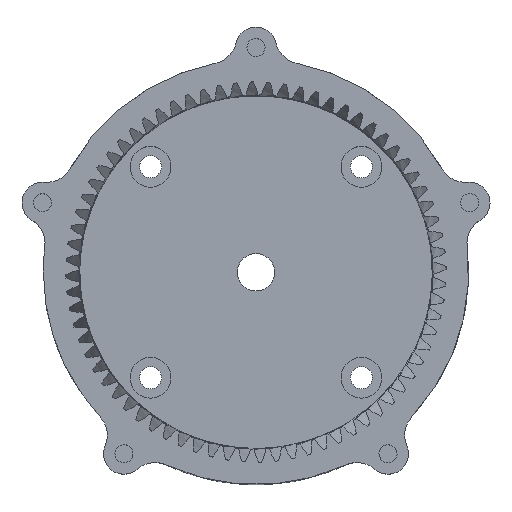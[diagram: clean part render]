
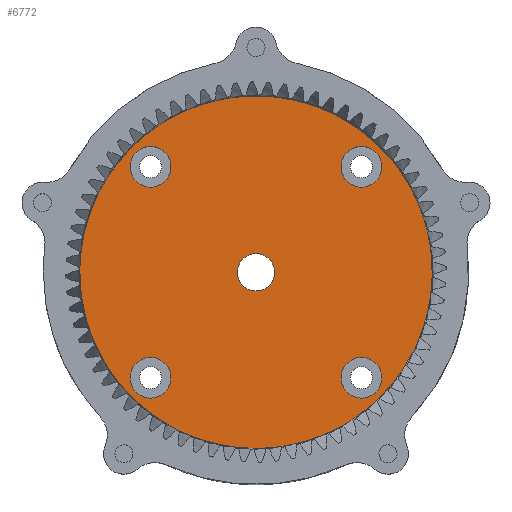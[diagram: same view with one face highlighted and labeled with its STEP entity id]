
A CAD part, top view. The second image highlights one B-rep face of the part: STEP entity #6772.
In plain terms, the highlighted planar face has unit normal (0, 0, 1).
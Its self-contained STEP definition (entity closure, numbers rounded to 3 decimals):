
#24=FACE_BOUND('',#1484,.T.);
#25=FACE_BOUND('',#1485,.T.);
#26=FACE_BOUND('',#1486,.T.);
#27=FACE_BOUND('',#1487,.T.);
#28=FACE_BOUND('',#1488,.T.);
#242=PLANE('',#7301);
#532=CIRCLE('',#7149,26.049);
#621=CIRCLE('',#7286,3.);
#623=CIRCLE('',#7290,3.);
#625=CIRCLE('',#7294,3.);
#627=CIRCLE('',#7298,3.);
#629=CIRCLE('',#7302,2.75);
#1050=FACE_OUTER_BOUND('',#1483,.T.);
#1483=EDGE_LOOP('',(#5736));
#1484=EDGE_LOOP('',(#5737));
#1485=EDGE_LOOP('',(#5738));
#1486=EDGE_LOOP('',(#5739));
#1487=EDGE_LOOP('',(#5740));
#1488=EDGE_LOOP('',(#5741));
#2732=VERTEX_POINT('',#26161);
#2815=VERTEX_POINT('',#26568);
#2817=VERTEX_POINT('',#26575);
#2819=VERTEX_POINT('',#26582);
#2821=VERTEX_POINT('',#26589);
#2823=VERTEX_POINT('',#26596);
#3759=EDGE_CURVE('',#2732,#2732,#532,.T.);
#3890=EDGE_CURVE('',#2815,#2815,#621,.T.);
#3893=EDGE_CURVE('',#2817,#2817,#623,.T.);
#3896=EDGE_CURVE('',#2819,#2819,#625,.T.);
#3899=EDGE_CURVE('',#2821,#2821,#627,.T.);
#3902=EDGE_CURVE('',#2823,#2823,#629,.T.);
#5736=ORIENTED_EDGE('',*,*,#3759,.T.);
#5737=ORIENTED_EDGE('',*,*,#3890,.T.);
#5738=ORIENTED_EDGE('',*,*,#3893,.T.);
#5739=ORIENTED_EDGE('',*,*,#3896,.T.);
#5740=ORIENTED_EDGE('',*,*,#3899,.T.);
#5741=ORIENTED_EDGE('',*,*,#3902,.T.);
#6772=ADVANCED_FACE('',(#1050,#24,#25,#26,#27,#28),#242,.F.);
#7149=AXIS2_PLACEMENT_3D('',#26162,#8026,#8027);
#7286=AXIS2_PLACEMENT_3D('',#26569,#8332,#8333);
#7290=AXIS2_PLACEMENT_3D('',#26576,#8341,#8342);
#7294=AXIS2_PLACEMENT_3D('',#26583,#8350,#8351);
#7298=AXIS2_PLACEMENT_3D('',#26590,#8359,#8360);
#7301=AXIS2_PLACEMENT_3D('',#26595,#8366,#8367);
#7302=AXIS2_PLACEMENT_3D('',#26597,#8368,#8369);
#8026=DIRECTION('center_axis',(0.,0.,1.));
#8027=DIRECTION('ref_axis',(0.999,0.034,0.));
#8332=DIRECTION('center_axis',(0.,0.,-1.));
#8333=DIRECTION('ref_axis',(-1.,0.,0.));
#8341=DIRECTION('center_axis',(0.,0.,-1.));
#8342=DIRECTION('ref_axis',(-1.,0.,0.));
#8350=DIRECTION('center_axis',(0.,0.,-1.));
#8351=DIRECTION('ref_axis',(-1.,0.,0.));
#8359=DIRECTION('center_axis',(0.,0.,-1.));
#8360=DIRECTION('ref_axis',(-1.,0.,0.));
#8366=DIRECTION('center_axis',(0.,0.,-1.));
#8367=DIRECTION('ref_axis',(1.,0.,0.));
#8368=DIRECTION('center_axis',(0.,0.,-1.));
#8369=DIRECTION('ref_axis',(-1.,0.,0.));
#26161=CARTESIAN_POINT('',(-26.034,-0.881,-0.5));
#26162=CARTESIAN_POINT('Origin',(0.,0.,-0.5));
#26568=CARTESIAN_POINT('',(-12.5,-15.5,-0.5));
#26569=CARTESIAN_POINT('Origin',(-15.5,-15.5,-0.5));
#26575=CARTESIAN_POINT('',(-12.5,15.5,-0.5));
#26576=CARTESIAN_POINT('Origin',(-15.5,15.5,-0.5));
#26582=CARTESIAN_POINT('',(18.5,-15.5,-0.5));
#26583=CARTESIAN_POINT('Origin',(15.5,-15.5,-0.5));
#26589=CARTESIAN_POINT('',(18.5,15.5,-0.5));
#26590=CARTESIAN_POINT('Origin',(15.5,15.5,-0.5));
#26595=CARTESIAN_POINT('Origin',(0.,0.,
-0.5));
#26596=CARTESIAN_POINT('',(2.75,0.,-0.5));
#26597=CARTESIAN_POINT('Origin',(0.,0.,-0.5));
